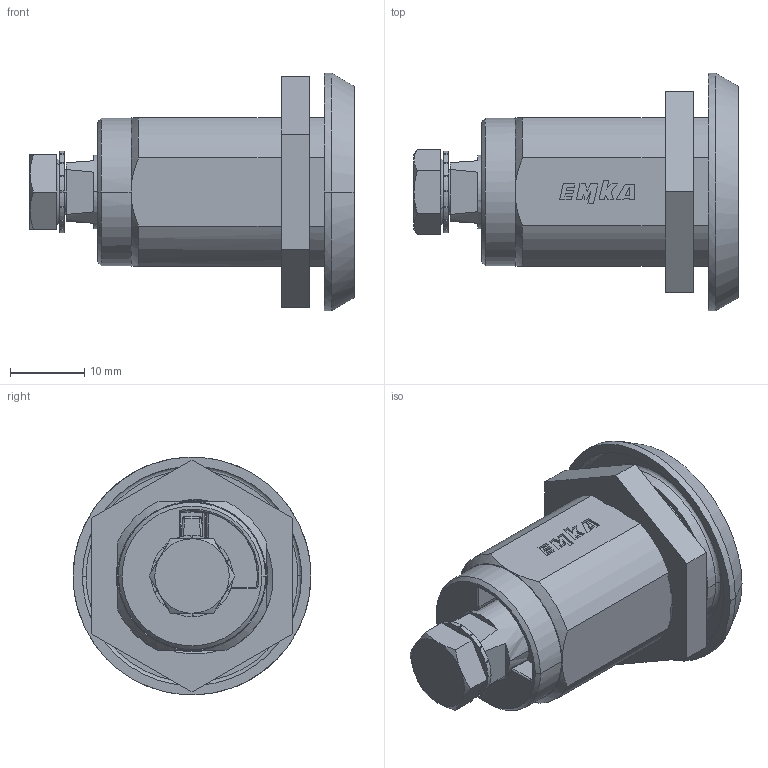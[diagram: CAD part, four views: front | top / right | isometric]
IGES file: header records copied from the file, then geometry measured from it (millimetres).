
Start section: ------------------------------------------------------------------------
Global section: file name: PC50.9904.TEA_1000_U869_LIPH_4640.igs; native system: spGate; preprocessor: ver17.5.1; author: Unknown; organization: Unknown; date: 210316.092956; units: millimetre
Bounding box: 43.6 x 32 x 31.97 mm (x, y, z)
Volume: 11960 mm3; surface area: 11576.4 mm2
Topology: 6 solids, 6 shells, 378 faces, 996 edges, 652 vertices
Faces by surface type: bspline 378
